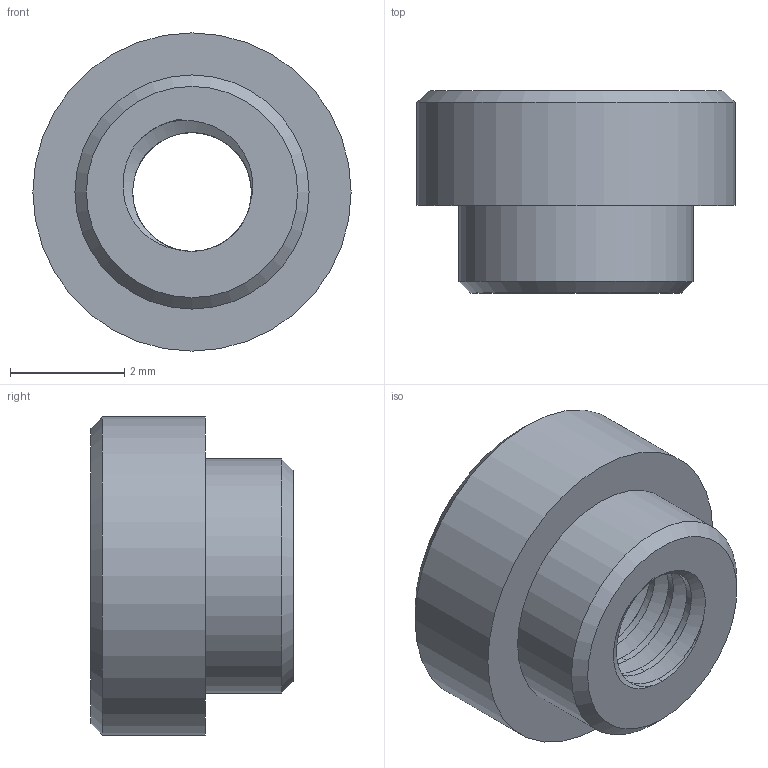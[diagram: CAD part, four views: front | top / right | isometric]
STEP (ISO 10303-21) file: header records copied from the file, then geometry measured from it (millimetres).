
FILE_DESCRIPTION(/* description */ (''),/* implementation_level */ '2;1');
FILE_NAME(/* name */ 'SMTSO-M4-2ET.step',/* time_stamp */ '2023-12-26T23:31:26+01:00',/* author */ (''),/* organization */ (''),/* preprocessor_version */ 'ST-DEVELOPER v20',/* originating_system */ 'Autodesk Translation Framework v12.14.0.127',/* authorisation */ '');
FILE_SCHEMA (('AUTOMOTIVE_DESIGN { 1 0 10303 214 3 1 1 }'));
Length unit declared in the file: millimetre
Products named in the file (2): SMTSO-M4-2ET; SMTSO-M25-2ET
Assembly tree (1 placements, depth 2):
  SMTSO-M4-2ET
    SMTSO-M25-2ET
Bounding box: 5.56 x 3.53 x 5.56 mm (x, y, z)
Volume: 53.6 mm3; surface area: 133.3 mm2
Topology: 1 solids, 1 shells, 27 faces, 70 edges, 46 vertices
Faces by surface type: cylinder 20, plane 3, cone 2, bspline 2
Full cylindrical faces by diameter (mm): 2.075 x4, 2.58 x2, 4.09 x1, 5.56 x1
Entity records: 2033 total; most frequent: CARTESIAN_POINT 1387, ORIENTED_EDGE 140, DIRECTION 98, EDGE_CURVE 70, VERTEX_POINT 46, B_SPLINE_CURVE_WITH_KNOTS 39, AXIS2_PLACEMENT_3D 39, EDGE_LOOP 30
